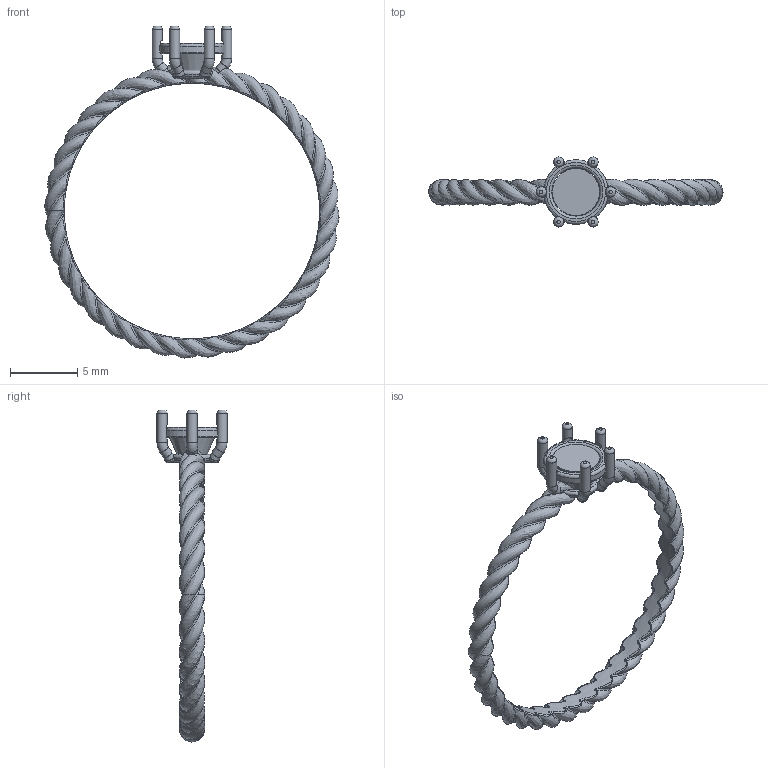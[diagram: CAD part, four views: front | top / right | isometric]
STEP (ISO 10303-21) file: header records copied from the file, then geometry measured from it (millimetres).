
FILE_DESCRIPTION(/* description */ (''),/* implementation_level */ '2;1');
FILE_NAME(/* name */ 'Alianca v6.step',/* time_stamp */ '2024-10-22T14:29:04-03:00',/* author */ (''),/* organization */ (''),/* preprocessor_version */ 'ST-DEVELOPER v20',/* originating_system */ 'Autodesk Translation Framework v13.20.0.188',/* authorisation */ '');
FILE_SCHEMA (('AUTOMOTIVE_DESIGN { 1 0 10303 214 3 1 1 }'));
Length unit declared in the file: millimetre
Products named in the file (1): Alianca
Bounding box: 21.87 x 5.21 x 24.68 mm (x, y, z)
Volume: 144.5 mm3; surface area: 474.5 mm2
Topology: 2 solids, 2 shells, 365 faces, 952 edges, 580 vertices
Faces by surface type: bspline 245, torus 37, cylinder 31, plane 30, cone 22
Full cylindrical faces by diameter (mm): 0.75 x11, 3.5 x1, 3.6 x1, 19 x1
Entity records: 31188 total; most frequent: CARTESIAN_POINT 23742, ORIENTED_EDGE 1902, DIRECTION 1009, EDGE_CURVE 951, VERTEX_POINT 580, B_SPLINE_CURVE_WITH_KNOTS 535, AXIS2_PLACEMENT_3D 472, EDGE_LOOP 373
